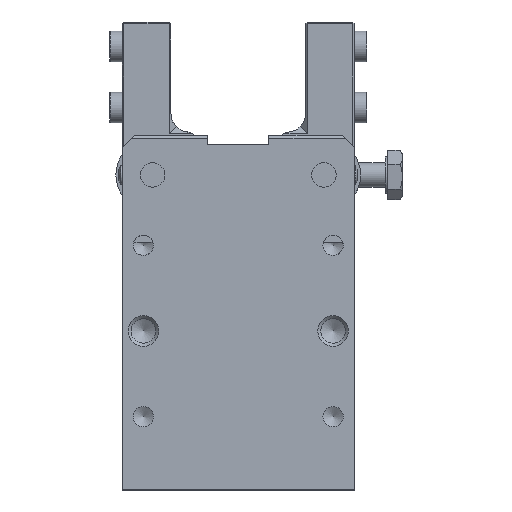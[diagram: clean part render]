
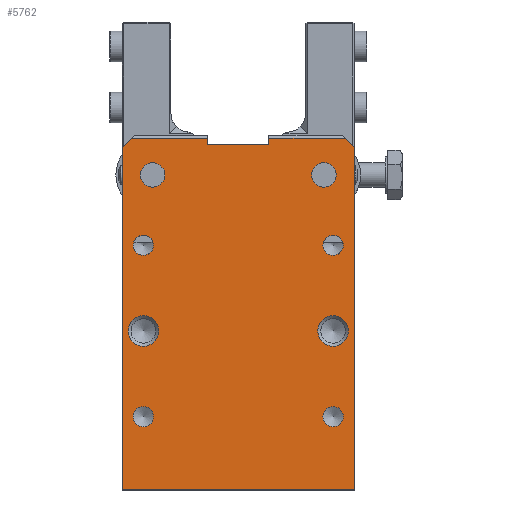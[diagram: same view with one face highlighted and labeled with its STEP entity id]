
A CAD part, front view. The second image highlights one B-rep face of the part: STEP entity #5762.
In plain terms, the highlighted face is planar.
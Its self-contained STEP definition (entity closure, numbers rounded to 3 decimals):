
#351=FACE_BOUND('',#1115,.T.);
#352=FACE_BOUND('',#1116,.T.);
#353=FACE_BOUND('',#1117,.T.);
#354=FACE_BOUND('',#1118,.T.);
#355=FACE_BOUND('',#1119,.T.);
#356=FACE_BOUND('',#1120,.T.);
#357=FACE_BOUND('',#1121,.T.);
#358=FACE_BOUND('',#1122,.T.);
#496=PLANE('',#6531);
#766=FACE_OUTER_BOUND('',#1114,.T.);
#1114=EDGE_LOOP('',(#5078,#5079,#5080,#5081,#5082,#5083,#5084,#5085,#5086,
#5087));
#1115=EDGE_LOOP('',(#5088,#5089));
#1116=EDGE_LOOP('',(#5090,#5091));
#1117=EDGE_LOOP('',(#5092,#5093));
#1118=EDGE_LOOP('',(#5094,#5095));
#1119=EDGE_LOOP('',(#5096,#5097));
#1120=EDGE_LOOP('',(#5098,#5099));
#1121=EDGE_LOOP('',(#5100,#5101));
#1122=EDGE_LOOP('',(#5102,#5103));
#1452=LINE('',#10003,#1914);
#1525=LINE('',#10227,#1987);
#1543=LINE('',#10261,#2005);
#1567=LINE('',#10323,#2029);
#1568=LINE('',#10324,#2030);
#1569=LINE('',#10326,#2031);
#1570=LINE('',#10328,#2032);
#1571=LINE('',#10330,#2033);
#1572=LINE('',#10332,#2034);
#1573=LINE('',#10333,#2035);
#1914=VECTOR('',#7760,1000.);
#1987=VECTOR('',#7953,1000.);
#2005=VECTOR('',#7977,1000.);
#2029=VECTOR('',#8039,1000.);
#2030=VECTOR('',#8040,1000.);
#2031=VECTOR('',#8041,1000.);
#2032=VECTOR('',#8042,1000.);
#2033=VECTOR('',#8043,1000.);
#2034=VECTOR('',#8044,1000.);
#2035=VECTOR('',#8045,1000.);
#2347=CIRCLE('',#6532,2.5);
#2348=CIRCLE('',#6533,2.5);
#2349=CIRCLE('',#6534,2.5);
#2350=CIRCLE('',#6535,2.5);
#2351=CIRCLE('',#6536,1.65);
#2352=CIRCLE('',#6537,1.65);
#2353=CIRCLE('',#6538,1.65);
#2354=CIRCLE('',#6539,1.65);
#2355=CIRCLE('',#6540,1.65);
#2356=CIRCLE('',#6541,1.65);
#2357=CIRCLE('',#6542,1.65);
#2358=CIRCLE('',#6543,1.65);
#2359=CIRCLE('',#6544,2.);
#2360=CIRCLE('',#6545,2.);
#2361=CIRCLE('',#6546,2.);
#2362=CIRCLE('',#6547,2.);
#2749=VERTEX_POINT('',#9970);
#2764=VERTEX_POINT('',#10001);
#2849=VERTEX_POINT('',#10226);
#2862=VERTEX_POINT('',#10259);
#2880=VERTEX_POINT('',#10321);
#2881=VERTEX_POINT('',#10322);
#2882=VERTEX_POINT('',#10325);
#2883=VERTEX_POINT('',#10327);
#2884=VERTEX_POINT('',#10329);
#2885=VERTEX_POINT('',#10331);
#2886=VERTEX_POINT('',#10334);
#2887=VERTEX_POINT('',#10335);
#2888=VERTEX_POINT('',#10338);
#2889=VERTEX_POINT('',#10339);
#2890=VERTEX_POINT('',#10342);
#2891=VERTEX_POINT('',#10343);
#2892=VERTEX_POINT('',#10346);
#2893=VERTEX_POINT('',#10347);
#2894=VERTEX_POINT('',#10350);
#2895=VERTEX_POINT('',#10351);
#2896=VERTEX_POINT('',#10354);
#2897=VERTEX_POINT('',#10355);
#2898=VERTEX_POINT('',#10358);
#2899=VERTEX_POINT('',#10359);
#2900=VERTEX_POINT('',#10362);
#2901=VERTEX_POINT('',#10363);
#3499=EDGE_CURVE('',#2764,#2749,#1452,.T.);
#3610=EDGE_CURVE('',#2749,#2849,#1525,.T.);
#3628=EDGE_CURVE('',#2862,#2764,#1543,.T.);
#3658=EDGE_CURVE('',#2880,#2881,#1567,.T.);
#3659=EDGE_CURVE('',#2849,#2881,#1568,.T.);
#3660=EDGE_CURVE('',#2882,#2862,#1569,.T.);
#3661=EDGE_CURVE('',#2882,#2883,#1570,.T.);
#3662=EDGE_CURVE('',#2884,#2883,#1571,.T.);
#3663=EDGE_CURVE('',#2885,#2884,#1572,.T.);
#3664=EDGE_CURVE('',#2880,#2885,#1573,.T.);
#3665=EDGE_CURVE('',#2886,#2887,#2347,.T.);
#3666=EDGE_CURVE('',#2887,#2886,#2348,.T.);
#3667=EDGE_CURVE('',#2888,#2889,#2349,.T.);
#3668=EDGE_CURVE('',#2889,#2888,#2350,.T.);
#3669=EDGE_CURVE('',#2890,#2891,#2351,.T.);
#3670=EDGE_CURVE('',#2891,#2890,#2352,.T.);
#3671=EDGE_CURVE('',#2892,#2893,#2353,.T.);
#3672=EDGE_CURVE('',#2893,#2892,#2354,.T.);
#3673=EDGE_CURVE('',#2894,#2895,#2355,.T.);
#3674=EDGE_CURVE('',#2895,#2894,#2356,.T.);
#3675=EDGE_CURVE('',#2896,#2897,#2357,.T.);
#3676=EDGE_CURVE('',#2897,#2896,#2358,.T.);
#3677=EDGE_CURVE('',#2898,#2899,#2359,.T.);
#3678=EDGE_CURVE('',#2899,#2898,#2360,.T.);
#3679=EDGE_CURVE('',#2900,#2901,#2361,.T.);
#3680=EDGE_CURVE('',#2901,#2900,#2362,.T.);
#5078=ORIENTED_EDGE('',*,*,#3658,.T.);
#5079=ORIENTED_EDGE('',*,*,#3659,.F.);
#5080=ORIENTED_EDGE('',*,*,#3610,.F.);
#5081=ORIENTED_EDGE('',*,*,#3499,.F.);
#5082=ORIENTED_EDGE('',*,*,#3628,.F.);
#5083=ORIENTED_EDGE('',*,*,#3660,.F.);
#5084=ORIENTED_EDGE('',*,*,#3661,.T.);
#5085=ORIENTED_EDGE('',*,*,#3662,.F.);
#5086=ORIENTED_EDGE('',*,*,#3663,.F.);
#5087=ORIENTED_EDGE('',*,*,#3664,.F.);
#5088=ORIENTED_EDGE('',*,*,#3665,.F.);
#5089=ORIENTED_EDGE('',*,*,#3666,.F.);
#5090=ORIENTED_EDGE('',*,*,#3667,.F.);
#5091=ORIENTED_EDGE('',*,*,#3668,.F.);
#5092=ORIENTED_EDGE('',*,*,#3669,.F.);
#5093=ORIENTED_EDGE('',*,*,#3670,.F.);
#5094=ORIENTED_EDGE('',*,*,#3671,.F.);
#5095=ORIENTED_EDGE('',*,*,#3672,.F.);
#5096=ORIENTED_EDGE('',*,*,#3673,.F.);
#5097=ORIENTED_EDGE('',*,*,#3674,.F.);
#5098=ORIENTED_EDGE('',*,*,#3675,.F.);
#5099=ORIENTED_EDGE('',*,*,#3676,.F.);
#5100=ORIENTED_EDGE('',*,*,#3677,.T.);
#5101=ORIENTED_EDGE('',*,*,#3678,.T.);
#5102=ORIENTED_EDGE('',*,*,#3679,.T.);
#5103=ORIENTED_EDGE('',*,*,#3680,.T.);
#5762=ADVANCED_FACE('',(#766,#351,#352,#353,#354,#355,#356,#357,#358),#496,
 .F.);
#6531=AXIS2_PLACEMENT_3D('',#10320,#8037,#8038);
#6532=AXIS2_PLACEMENT_3D('',#10336,#8046,#8047);
#6533=AXIS2_PLACEMENT_3D('',#10337,#8048,#8049);
#6534=AXIS2_PLACEMENT_3D('',#10340,#8050,#8051);
#6535=AXIS2_PLACEMENT_3D('',#10341,#8052,#8053);
#6536=AXIS2_PLACEMENT_3D('',#10344,#8054,#8055);
#6537=AXIS2_PLACEMENT_3D('',#10345,#8056,#8057);
#6538=AXIS2_PLACEMENT_3D('',#10348,#8058,#8059);
#6539=AXIS2_PLACEMENT_3D('',#10349,#8060,#8061);
#6540=AXIS2_PLACEMENT_3D('',#10352,#8062,#8063);
#6541=AXIS2_PLACEMENT_3D('',#10353,#8064,#8065);
#6542=AXIS2_PLACEMENT_3D('',#10356,#8066,#8067);
#6543=AXIS2_PLACEMENT_3D('',#10357,#8068,#8069);
#6544=AXIS2_PLACEMENT_3D('',#10360,#8070,#8071);
#6545=AXIS2_PLACEMENT_3D('',#10361,#8072,#8073);
#6546=AXIS2_PLACEMENT_3D('',#10364,#8074,#8075);
#6547=AXIS2_PLACEMENT_3D('',#10365,#8076,#8077);
#7760=DIRECTION('',(-1.,0.,0.));
#7953=DIRECTION('',(0.,-1.,0.));
#7977=DIRECTION('',(0.,1.,0.));
#8037=DIRECTION('center_axis',(0.,0.,1.));
#8038=DIRECTION('ref_axis',(1.,0.,0.));
#8039=DIRECTION('',(-1.,0.,0.));
#8040=DIRECTION('',(0.707,-0.707,0.));
#8041=DIRECTION('',(0.707,0.707,0.));
#8042=DIRECTION('',(-1.,0.,0.));
#8043=DIRECTION('',(0.,-1.,0.));
#8044=DIRECTION('',(1.,0.,0.));
#8045=DIRECTION('',(0.,1.,0.));
#8046=DIRECTION('center_axis',(0.,0.,-1.));
#8047=DIRECTION('ref_axis',(-1.,0.,0.));
#8048=DIRECTION('center_axis',(0.,0.,-1.));
#8049=DIRECTION('ref_axis',(-1.,0.,0.));
#8050=DIRECTION('center_axis',(0.,0.,-1.));
#8051=DIRECTION('ref_axis',(-1.,0.,0.));
#8052=DIRECTION('center_axis',(0.,0.,-1.));
#8053=DIRECTION('ref_axis',(-1.,0.,0.));
#8054=DIRECTION('center_axis',(0.,0.,-1.));
#8055=DIRECTION('ref_axis',(-1.,0.,0.));
#8056=DIRECTION('center_axis',(0.,0.,-1.));
#8057=DIRECTION('ref_axis',(-1.,0.,0.));
#8058=DIRECTION('center_axis',(0.,0.,-1.));
#8059=DIRECTION('ref_axis',(-1.,0.,0.));
#8060=DIRECTION('center_axis',(0.,0.,-1.));
#8061=DIRECTION('ref_axis',(-1.,0.,0.));
#8062=DIRECTION('center_axis',(0.,0.,-1.));
#8063=DIRECTION('ref_axis',(-1.,0.,0.));
#8064=DIRECTION('center_axis',(0.,0.,-1.));
#8065=DIRECTION('ref_axis',(-1.,0.,0.));
#8066=DIRECTION('center_axis',(0.,0.,-1.));
#8067=DIRECTION('ref_axis',(-1.,0.,0.));
#8068=DIRECTION('center_axis',(0.,0.,-1.));
#8069=DIRECTION('ref_axis',(-1.,0.,0.));
#8070=DIRECTION('center_axis',(0.,0.,1.));
#8071=DIRECTION('ref_axis',(1.,0.,0.));
#8072=DIRECTION('center_axis',(0.,0.,1.));
#8073=DIRECTION('ref_axis',(1.,0.,0.));
#8074=DIRECTION('center_axis',(0.,0.,1.));
#8075=DIRECTION('ref_axis',(1.,0.,0.));
#8076=DIRECTION('center_axis',(0.,0.,1.));
#8077=DIRECTION('ref_axis',(1.,0.,0.));
#9970=CARTESIAN_POINT('',(-19.,58.,-13.));
#10001=CARTESIAN_POINT('',(19.,58.,-13.));
#10003=CARTESIAN_POINT('',(-19.,58.,-13.));
#10226=CARTESIAN_POINT('',(-19.,2.,-13.));
#10227=CARTESIAN_POINT('',(-19.,58.,-13.));
#10259=CARTESIAN_POINT('',(19.,2.,-13.));
#10261=CARTESIAN_POINT('',(19.,58.,-13.));
#10320=CARTESIAN_POINT('Origin',(-19.,0.,-13.));
#10321=CARTESIAN_POINT('',(-5.,0.5,-13.));
#10322=CARTESIAN_POINT('',(-17.5,0.5,-13.));
#10323=CARTESIAN_POINT('',(19.,0.5,-13.));
#10324=CARTESIAN_POINT('',(-19.,2.,-13.));
#10325=CARTESIAN_POINT('',(17.5,0.5,-13.));
#10326=CARTESIAN_POINT('',(17.,0.,-13.));
#10327=CARTESIAN_POINT('',(5.,0.5,-13.));
#10328=CARTESIAN_POINT('',(19.,0.5,-13.));
#10329=CARTESIAN_POINT('',(5.,1.5,-13.));
#10330=CARTESIAN_POINT('',(5.,1.5,-13.));
#10331=CARTESIAN_POINT('',(-5.,1.5,-13.));
#10332=CARTESIAN_POINT('',(-5.,1.5,-13.));
#10333=CARTESIAN_POINT('',(-5.,1.5,-13.));
#10334=CARTESIAN_POINT('',(13.,32.,-13.));
#10335=CARTESIAN_POINT('',(18.,32.,-13.));
#10336=CARTESIAN_POINT('Origin',(15.5,32.,-13.));
#10337=CARTESIAN_POINT('Origin',(15.5,32.,-13.));
#10338=CARTESIAN_POINT('',(-18.,32.,-13.));
#10339=CARTESIAN_POINT('',(-13.,32.,-13.));
#10340=CARTESIAN_POINT('Origin',(-15.5,32.,-13.));
#10341=CARTESIAN_POINT('Origin',(-15.5,32.,-13.));
#10342=CARTESIAN_POINT('',(13.85,46.,-13.));
#10343=CARTESIAN_POINT('',(17.15,46.,-13.));
#10344=CARTESIAN_POINT('Origin',(15.5,46.,-13.));
#10345=CARTESIAN_POINT('Origin',(15.5,46.,-13.));
#10346=CARTESIAN_POINT('',(-17.15,46.,-13.));
#10347=CARTESIAN_POINT('',(-13.85,46.,-13.));
#10348=CARTESIAN_POINT('Origin',(-15.5,46.,-13.));
#10349=CARTESIAN_POINT('Origin',(-15.5,46.,-13.));
#10350=CARTESIAN_POINT('',(-17.15,18.,-13.));
#10351=CARTESIAN_POINT('',(-13.85,18.,-13.));
#10352=CARTESIAN_POINT('Origin',(-15.5,18.,-13.));
#10353=CARTESIAN_POINT('Origin',(-15.5,18.,-13.));
#10354=CARTESIAN_POINT('',(13.85,18.,-13.));
#10355=CARTESIAN_POINT('',(17.15,18.,-13.));
#10356=CARTESIAN_POINT('Origin',(15.5,18.,-13.));
#10357=CARTESIAN_POINT('Origin',(15.5,18.,-13.));
#10358=CARTESIAN_POINT('',(12.,6.5,-13.));
#10359=CARTESIAN_POINT('',(16.,6.5,-13.));
#10360=CARTESIAN_POINT('Origin',(14.,6.5,-13.));
#10361=CARTESIAN_POINT('Origin',(14.,6.5,-13.));
#10362=CARTESIAN_POINT('',(-16.,6.5,-13.));
#10363=CARTESIAN_POINT('',(-12.,6.5,-13.));
#10364=CARTESIAN_POINT('Origin',(-14.,6.5,-13.));
#10365=CARTESIAN_POINT('Origin',(-14.,6.5,-13.));
